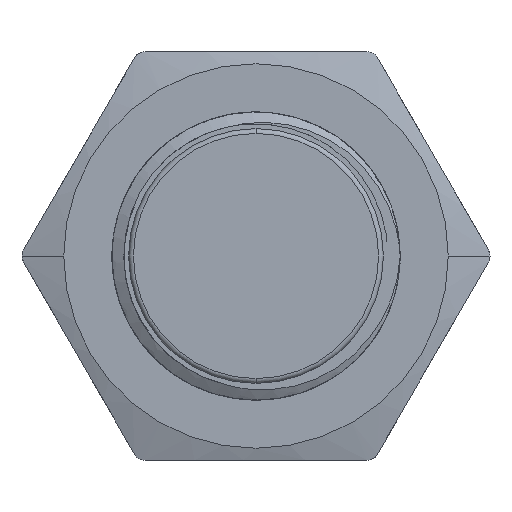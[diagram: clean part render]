
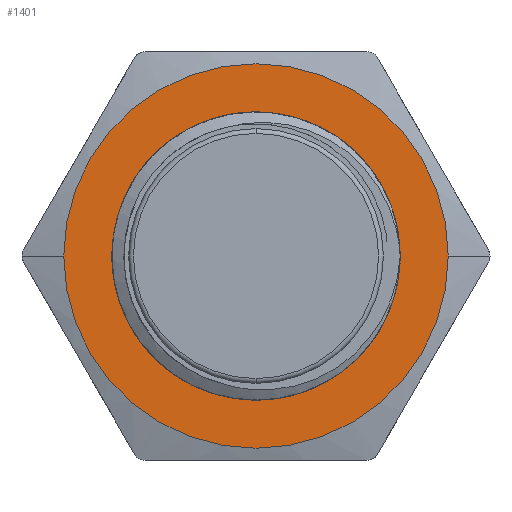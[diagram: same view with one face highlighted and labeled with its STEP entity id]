
A CAD part, front view. The second image highlights one B-rep face of the part: STEP entity #1401.
In plain terms, the highlighted planar face has unit normal (0, -1, 0).
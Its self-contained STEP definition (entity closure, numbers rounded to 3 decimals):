
#446=PLANE('',#13706);
#499=FACE_BOUND('',#3166,.T.);
#500=FACE_BOUND('',#3167,.T.);
#631=CIRCLE('',#13491,5.5);
#633=CIRCLE('',#13494,8.);
#634=CIRCLE('',#13496,8.);
#642=CIRCLE('',#13704,5.5);
#1401=ADVANCED_FACE('',(#499,#500),#446,.T.);
#3166=EDGE_LOOP('',(#8424,#8425));
#3167=EDGE_LOOP('',(#8426,#8427));
#8424=ORIENTED_EDGE('',*,*,#11122,.T.);
#8425=ORIENTED_EDGE('',*,*,#11726,.T.);
#8426=ORIENTED_EDGE('',*,*,#11126,.T.);
#8427=ORIENTED_EDGE('',*,*,#11141,.T.);
#9336=VERTEX_POINT('',#33949);
#9337=VERTEX_POINT('',#33951);
#9339=VERTEX_POINT('',#33957);
#9341=VERTEX_POINT('',#33960);
#11122=EDGE_CURVE('',#9337,#9336,#631,.T.);
#11126=EDGE_CURVE('',#9341,#9339,#633,.T.);
#11141=EDGE_CURVE('',#9339,#9341,#634,.T.);
#11726=EDGE_CURVE('',#9336,#9337,#642,.T.);
#13491=AXIS2_PLACEMENT_3D('',#33950,#15276,#15277);
#13494=AXIS2_PLACEMENT_3D('',#33959,#15284,#15285);
#13496=AXIS2_PLACEMENT_3D('',#34045,#15289,#15290);
#13704=AXIS2_PLACEMENT_3D('',#38514,#15903,#15904);
#13706=AXIS2_PLACEMENT_3D('',#38516,#15907,#15908);
#15276=DIRECTION('',(0.,1.,0.));
#15277=DIRECTION('',(1.,0.,0.));
#15284=DIRECTION('',(0.,-1.,0.));
#15285=DIRECTION('',(1.,0.,0.));
#15289=DIRECTION('',(0.,-1.,0.));
#15290=DIRECTION('',(-1.,0.,0.));
#15903=DIRECTION('',(0.,1.,0.));
#15904=DIRECTION('',(-1.,0.,0.));
#15907=DIRECTION('',(0.,-1.,0.));
#15908=DIRECTION('',(-1.,0.,0.));
#33949=CARTESIAN_POINT('',(-5.5,6.2,0.));
#33950=CARTESIAN_POINT('',(0.,6.2,0.));
#33951=CARTESIAN_POINT('',(5.5,6.2,0.));
#33957=CARTESIAN_POINT('',(-8.,6.2,0.));
#33959=CARTESIAN_POINT('',(0.,6.2,0.));
#33960=CARTESIAN_POINT('',(8.,6.2,0.));
#34045=CARTESIAN_POINT('',(0.,6.2,0.));
#38514=CARTESIAN_POINT('',(0.,6.2,0.));
#38516=CARTESIAN_POINT('',(0.,6.2,0.));
